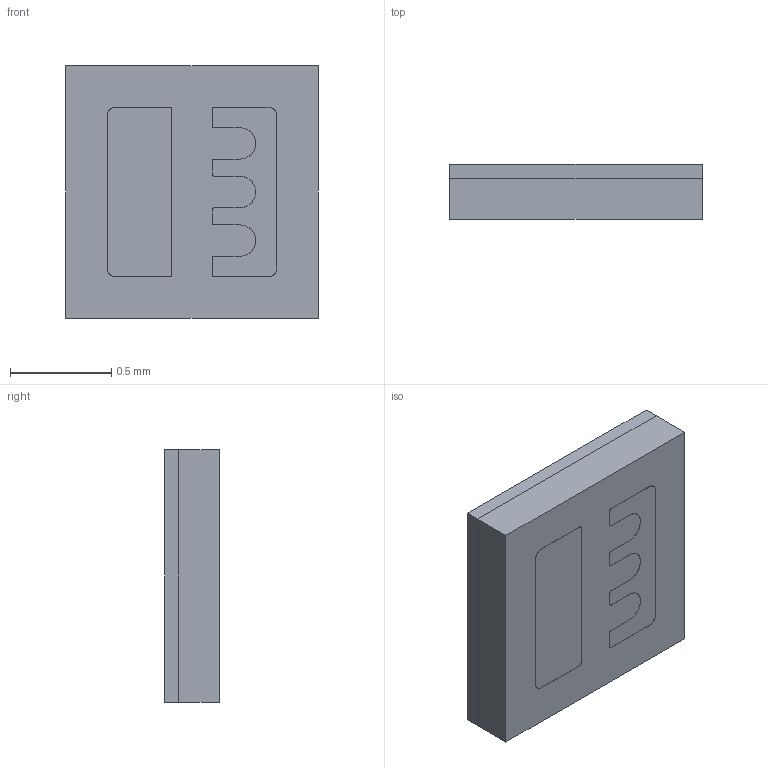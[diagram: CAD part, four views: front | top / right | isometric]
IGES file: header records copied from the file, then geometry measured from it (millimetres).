
Start section: SolidWorks IGES file using analytic representation for surfaces
Global section: file name: E13AV1(0.27mm).IGS; native system: SolidWorks 2022; preprocessor: SolidWorks 2022; author: HIshizawa; date: 221025.103229; units: inch
Bounding box: 1.25 x 0.27 x 1.25 mm (x, y, z)
Surface area: 7.6 mm2 (no closed solid volume)
Topology: 0 solids, 0 shells, 51 faces, 334 edges, 334 vertices
Faces by surface type: bspline 31, revolution 20
